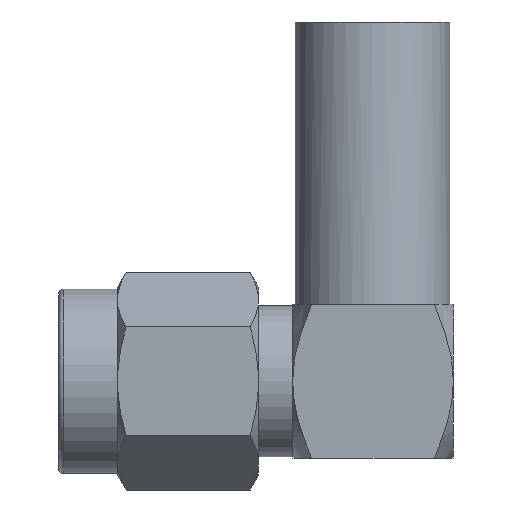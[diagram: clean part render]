
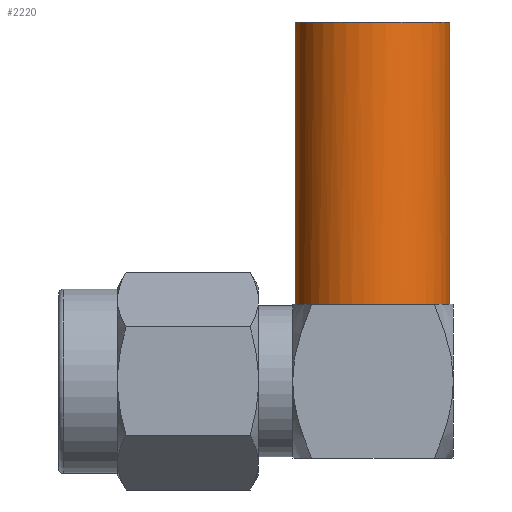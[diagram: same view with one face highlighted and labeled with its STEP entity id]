
A CAD part, left-side view. The second image highlights one B-rep face of the part: STEP entity #2220.
In plain terms, the highlighted cylindrical face has radius 3.27 mm (diameter 6.54 mm), a partial arc.
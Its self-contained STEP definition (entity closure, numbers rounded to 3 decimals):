
#208=CARTESIAN_POINT('',(0.,-4.93,-2.05));
#209=DIRECTION('',(0.,0.,1.));
#210=DIRECTION('',(-0.994,-0.11,0.));
#211=AXIS2_PLACEMENT_3D('',#208,#209,#210);
#218=CARTESIAN_POINT('',(0.,-4.93,-2.05));
#219=DIRECTION('',(0.,0.,1.));
#220=DIRECTION('',(0.,1.,0.));
#221=AXIS2_PLACEMENT_3D('',#218,#219,#220);
#272=DIRECTION('',(0.,0.,-1.));
#273=VECTOR('',#272,11.95);
#274=CARTESIAN_POINT('',(0.,-1.66,9.9));
#275=LINE('',#274,#273);
#276=CARTESIAN_POINT('',(0.,-4.93,9.9));
#277=DIRECTION('',(0.,0.,-1.));
#278=DIRECTION('',(0.,-1.,0.));
#279=AXIS2_PLACEMENT_3D('',#276,#277,#278);
#281=DIRECTION('',(0.,0.,-1.));
#282=VECTOR('',#281,11.95);
#283=CARTESIAN_POINT('',(0.,-8.2,9.9));
#284=LINE('',#283,#282);
#308=CARTESIAN_POINT('',(0.,-4.93,-2.05));
#309=DIRECTION('',(0.,0.,-1.));
#310=DIRECTION('',(-0.994,-0.11,0.));
#311=AXIS2_PLACEMENT_3D('',#308,#309,#310);
#1704=CARTESIAN_POINT('',(0.,-8.2,9.9));
#1705=CARTESIAN_POINT('',(0.,-1.66,9.9));
#1706=VERTEX_POINT('',#1704);
#1707=VERTEX_POINT('',#1705);
#1716=CARTESIAN_POINT('',(0.,-8.2,-2.05));
#1717=VERTEX_POINT('',#1716);
#1718=CARTESIAN_POINT('',(0.,-1.66,-2.05));
#1719=VERTEX_POINT('',#1718);
#1724=CARTESIAN_POINT('',(-3.25,-4.569,-2.05));
#1725=VERTEX_POINT('',#1724);
#1726=CARTESIAN_POINT('',(-3.25,-5.291,-2.05));
#1727=VERTEX_POINT('',#1726);
#2205=CARTESIAN_POINT('',(0.,-4.93,-2.648));
#2206=DIRECTION('',(0.,0.,1.));
#2207=DIRECTION('',(0.,1.,0.));
#2208=AXIS2_PLACEMENT_3D('',#2205,#2206,#2207);
#2209=CYLINDRICAL_SURFACE('',#2208,3.27);
#2210=ORIENTED_EDGE('',*,*,#2157,.F.);
#2211=ORIENTED_EDGE('',*,*,#2197,.F.);
#2213=ORIENTED_EDGE('',*,*,#2212,.F.);
#2214=ORIENTED_EDGE('',*,*,#2193,.T.);
#2215=ORIENTED_EDGE('',*,*,#2145,.F.);
#2217=ORIENTED_EDGE('',*,*,#2216,.T.);
#2218=EDGE_LOOP('',(#2210,#2211,#2213,#2214,#2215,#2217));
#2219=FACE_OUTER_BOUND('',#2218,.F.);
#212=CIRCLE('',#211,3.27);
#222=CIRCLE('',#221,3.27);
#280=CIRCLE('',#279,3.27);
#312=CIRCLE('',#311,3.27);
#2145=EDGE_CURVE('',#1727,#1717,#212,.T.);
#2157=EDGE_CURVE('',#1719,#1725,#222,.T.);
#2193=EDGE_CURVE('',#1706,#1717,#284,.T.);
#2197=EDGE_CURVE('',#1707,#1719,#275,.T.);
#2212=EDGE_CURVE('',#1706,#1707,#280,.T.);
#2216=EDGE_CURVE('',#1727,#1725,#312,.T.);
#2220=ADVANCED_FACE('',(#2219),#2209,.T.);
